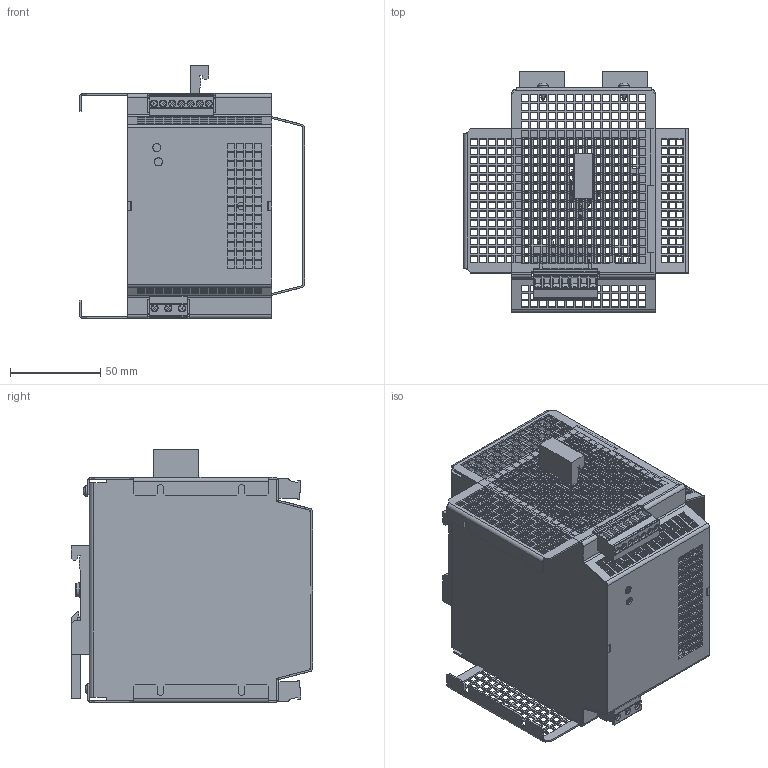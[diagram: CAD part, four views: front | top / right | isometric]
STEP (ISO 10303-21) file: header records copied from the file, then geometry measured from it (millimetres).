
FILE_DESCRIPTION( ( 'Unknown' ), '1' );
FILE_NAME( 'TSP 240-124.stp', 'Unknown', ( 'Unknown' ), ( 'Unknown' ), 'PSStep 13.0', 'Unknown', ' ' );
FILE_SCHEMA( ( 'AUTOMOTIVE_DESIGN { 1 0 10303 214 1 1 1 1 }' ) );
Length unit declared in the file: millimetre
Products named in the file (14): Assem1; 24300137-LATCH; 24300124; M4 Screw Adjustable Cross Recessed Raised Head Din 7985-oa0; M4 Screw Adjustable Cross Recessed Raised Head Din 7985-oa1; 79812B__46,5-mattssons; M3 Screw  Adjustable Cross Recessed Countersunk Flat Head Screw DIN 965 -oa2; M3 Screw  Adjustable Cross Recessed Countersunk Flat Head Screw DIN 965 -oa3; 1766576; 1832536; 1792294; 1758063; Chassis; Hood
Bounding box: 125 x 134 x 140.5 mm (x, y, z)
Volume: 217189.9 mm3; surface area: 299261.3 mm2
Topology: 31 solids, 31 shells, 8862 faces, 25266 edges, 16772 vertices
Faces by surface type: plane 8124, cylinder 480, bspline 109, cone 81, sphere 60, torus 8
Full cylindrical faces by diameter (mm): 0.2 x16, 1.4 x40, 2 x3, 2.186 x20, 2.8 x48, 2.9 x15, 3 x4, 3.2 x20, 3.78 x20, 3.783 x20, 4 x31, 4.5 x4, 5.6 x9
Entity records: 177548 total; most frequent: CARTESIAN_POINT 29132, ORIENTED_EDGE 24202, DIRECTION 21051, EDGE_CURVE 12101, LINE 11135, VECTOR 11135, VERTEX_POINT 8109, EDGE_LOOP 5980
